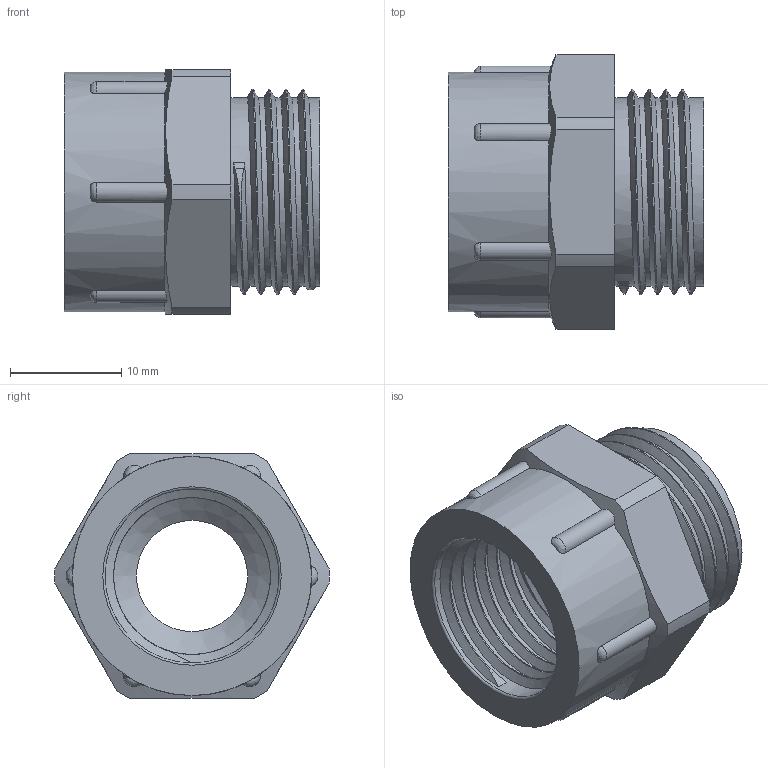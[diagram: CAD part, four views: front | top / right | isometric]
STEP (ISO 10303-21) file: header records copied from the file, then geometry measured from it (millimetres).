
FILE_DESCRIPTION(/* description */ ('Reduzierung sechskant PG 11 /PG 9 Bauform B'),/* implementation_level */ '2;1');
FILE_NAME(/* name */ '11081109-RST.stp',/* time_stamp */ '2020-04-28T09:49:19+02:00',/* author */ ('sl'),/* organization */ (''),/* preprocessor_version */ 'ST-DEVELOPER v16.5',/* originating_system */ 'Autodesk Inventor 2017',/* authorisation */ '');
FILE_SCHEMA (('AUTOMOTIVE_DESIGN { 1 0 10303 214 3 1 1 }'));
Length unit declared in the file: millimetre
Products named in the file (1): 11081109
Bounding box: 23 x 24.7 x 22 mm (x, y, z)
Volume: 4222.5 mm3; surface area: 3564.5 mm2
Topology: 1 solids, 1 shells, 58 faces, 169 edges, 115 vertices
Faces by surface type: cylinder 31, plane 14, bspline 10, cone 2, torus 1
Full cylindrical faces by diameter (mm): 10 x1, 13.47 x1, 15.652 x6, 16.958 x4, 21.52 x1
Entity records: 4216 total; most frequent: CARTESIAN_POINT 3061, ORIENTED_EDGE 254, DIRECTION 191, EDGE_CURVE 127, VERTEX_POINT 91, AXIS2_PLACEMENT_3D 76, EDGE_LOOP 62, FACE_OUTER_BOUND 49
